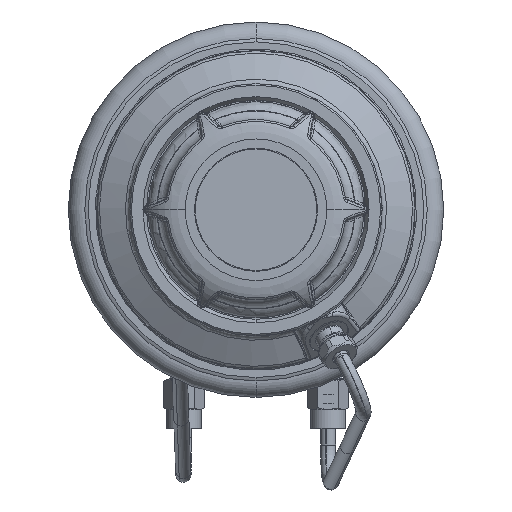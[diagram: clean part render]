
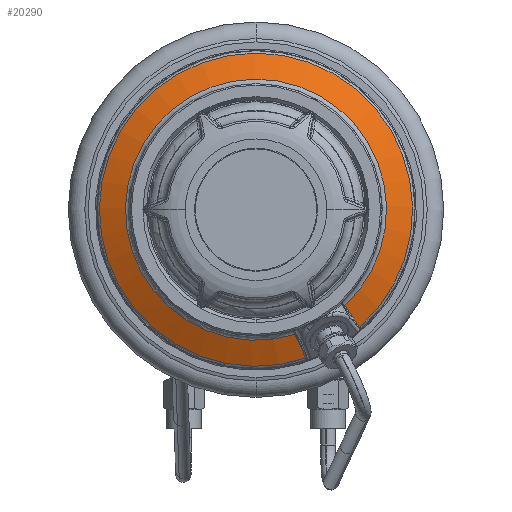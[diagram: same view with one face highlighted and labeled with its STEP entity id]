
A CAD part, front view. The second image highlights one B-rep face of the part: STEP entity #20290.
In plain terms, the highlighted spherical face has radius 108 mm.
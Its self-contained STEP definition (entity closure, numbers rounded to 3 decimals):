
#18314=CARTESIAN_POINT('',(15.855,-41.53,
-12.919));
#18315=CARTESIAN_POINT('',(15.384,-42.507,
-13.382));
#18316=CARTESIAN_POINT('',(14.432,-44.396,
-14.273));
#18317=CARTESIAN_POINT('',(12.999,-47.024,
-15.504));
#18318=CARTESIAN_POINT('',(12.039,-48.662,
-16.266));
#18319=CARTESIAN_POINT('',(11.562,-49.451,
-16.632));
#18352=CARTESIAN_POINT('',(15.855,0.,0.));
#18353=DIRECTION('',(-1.,0.,0.));
#18354=DIRECTION('',(0.,-0.955,-0.297));
#18355=AXIS2_PLACEMENT_3D('',#18352,#18353,#18354);
#18391=CARTESIAN_POINT('',(11.562,-39.129,
-34.51));
#18392=CARTESIAN_POINT('',(12.038,-38.419,
-34.01));
#18393=CARTESIAN_POINT('',(12.996,-36.943,
-32.975));
#18394=CARTESIAN_POINT('',(14.429,-34.564,
-31.315));
#18395=CARTESIAN_POINT('',(15.383,-32.845,
-30.123));
#18396=CARTESIAN_POINT('',(15.855,-31.954,
-29.507));
#18414=CARTESIAN_POINT('',(11.562,-39.129,
-34.51));
#18432=CARTESIAN_POINT('',(11.562,0.,0.));
#18433=DIRECTION('',(1.,0.,0.));
#18434=DIRECTION('',(0.,-0.75,-0.661));
#18435=AXIS2_PLACEMENT_3D('',#18432,#18433,#18434);
#18485=CARTESIAN_POINT('',(11.562,-49.451,
-16.632));
#19422=VERTEX_POINT('',#18485);
#19424=VERTEX_POINT('',#18314);
#19437=VERTEX_POINT('',#18414);
#19439=VERTEX_POINT('',#18396);
#20275=CARTESIAN_POINT('',(-83.,0.,0.));
#20276=DIRECTION('',(1.,0.,0.));
#20277=DIRECTION('',(0.,-1.,0.));
#20278=AXIS2_PLACEMENT_3D('',#20275,#20276,#20277);
#20279=SPHERICAL_SURFACE('',#20278,108.);
#20281=ORIENTED_EDGE('',*,*,#20280,.T.);
#20283=ORIENTED_EDGE('',*,*,#20282,.F.);
#20285=ORIENTED_EDGE('',*,*,#20284,.T.);
#20287=ORIENTED_EDGE('',*,*,#20286,.F.);
#20288=EDGE_LOOP('',(#20281,#20283,#20285,#20287));
#20289=FACE_OUTER_BOUND('',#20288,.F.);
#18320=B_SPLINE_CURVE_WITH_KNOTS('',3,(#18314,#18315,#18316,#18317,#18318,
#18319),.UNSPECIFIED.,.F.,.F.,(4,1,1,4),(0.,0.333,
0.667,1.),.UNSPECIFIED.);
#18356=CIRCLE('',#18355,43.493);
#18397=B_SPLINE_CURVE_WITH_KNOTS('',3,(#18391,#18392,#18393,#18394,#18395,
#18396),.UNSPECIFIED.,.F.,.F.,(4,1,1,4),(0.,0.333,
0.667,1.),.UNSPECIFIED.);
#18436=CIRCLE('',#18435,52.173);
#20280=EDGE_CURVE('',#19424,#19422,#18320,.T.);
#20282=EDGE_CURVE('',#19437,#19422,#18436,.T.);
#20284=EDGE_CURVE('',#19437,#19439,#18397,.T.);
#20286=EDGE_CURVE('',#19424,#19439,#18356,.T.);
#20290=ADVANCED_FACE('',(#20289),#20279,.T.);
